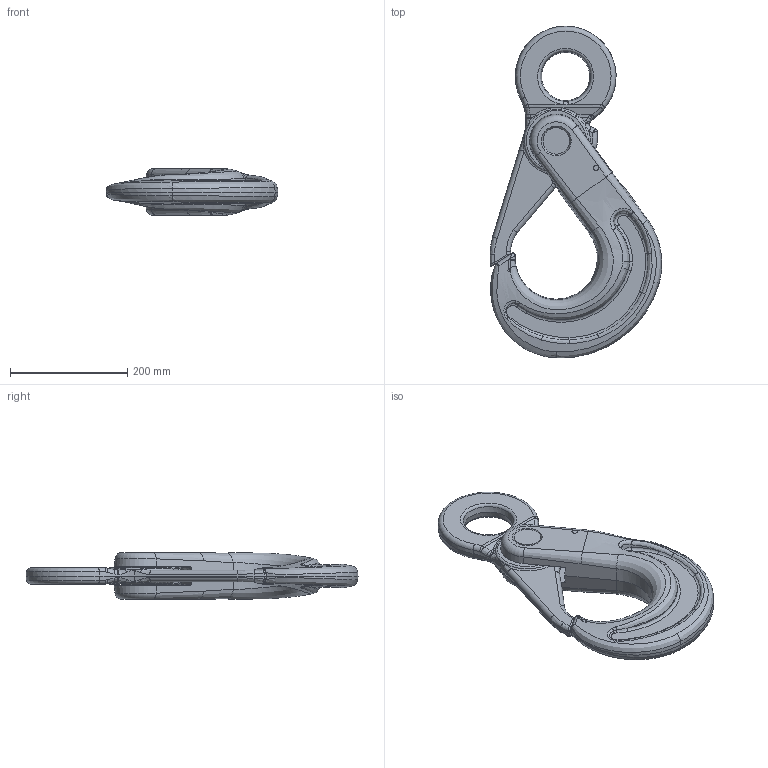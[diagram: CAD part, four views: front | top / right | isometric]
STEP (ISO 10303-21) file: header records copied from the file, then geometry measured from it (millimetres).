
FILE_DESCRIPTION(/* description */ (''),/* implementation_level */ '2;1');
FILE_NAME(/* name */ 'LHW_32_assembly.stp',/* time_stamp */ '2021-01-12T10:14:58+01:00',/* author */ (''),/* organization */ (''),/* preprocessor_version */ 'ST-DEVELOPER v16',/* originating_system */ 'SIEMENS PLM Software NX 11.0',/* authorisation */ '');
FILE_SCHEMA (('AUTOMOTIVE_DESIGN { 1 0 10303 214 3 1 1 1 }'));
Length unit declared in the file: millimetre
Products named in the file (1): zer47540FB8t8h4
Bounding box: 293.23 x 566.54 x 80 mm (x, y, z)
Volume: 3576661 mm3; surface area: 328002.4 mm2
Topology: 5 solids, 5 shells, 554 faces, 1337 edges, 771 vertices
Faces by surface type: bspline 189, cylinder 127, plane 94, torus 77, cone 36, extrusion 21, sphere 10
Full cylindrical faces by diameter (mm): 9 x3, 10 x2, 45.1 x3, 46 x1
Entity records: 36108 total; most frequent: CARTESIAN_POINT 24880, ORIENTED_EDGE 2588, DIRECTION 1976, EDGE_CURVE 1294, AXIS2_PLACEMENT_3D 824, VERTEX_POINT 765, EDGE_LOOP 587, ADVANCED_FACE 554
